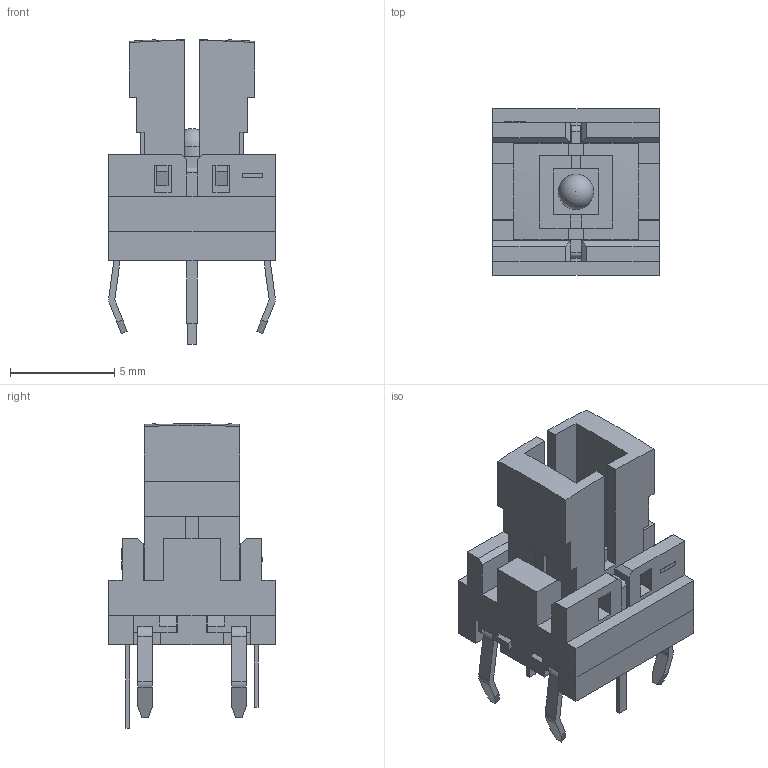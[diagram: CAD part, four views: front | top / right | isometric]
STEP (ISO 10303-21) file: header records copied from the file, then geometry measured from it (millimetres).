
FILE_DESCRIPTION(/* description */ (''),/* implementation_level */ '2;1');
FILE_NAME(/* name */ 'TL6275B.step',/* time_stamp */ '2023-08-21T01:07:19-05:00',/* author */ (''),/* organization */ (''),/* preprocessor_version */ 'ST-DEVELOPER v20',/* originating_system */ 'Autodesk Translation Framework v12.9.0.99',/* authorisation */ '');
FILE_SCHEMA (('AUTOMOTIVE_DESIGN { 1 0 10303 214 3 1 1 }'));
Length unit declared in the file: millimetre
Products named in the file (1): TL6275B
Bounding box: 8 x 8 x 14.61 mm (x, y, z)
Volume: 322.8 mm3; surface area: 751.4 mm2
Topology: 1 solids, 1 shells, 319 faces, 891 edges, 578 vertices
Faces by surface type: plane 294, cylinder 22, bspline 2, sphere 1
Full cylindrical faces by diameter (mm): 1.7 x1, 3.2 x1
Entity records: 10258 total; most frequent: CARTESIAN_POINT 1876, ORIENTED_EDGE 1780, DIRECTION 1564, EDGE_CURVE 890, LINE 820, VECTOR 820, VERTEX_POINT 578, AXIS2_PLACEMENT_3D 372
